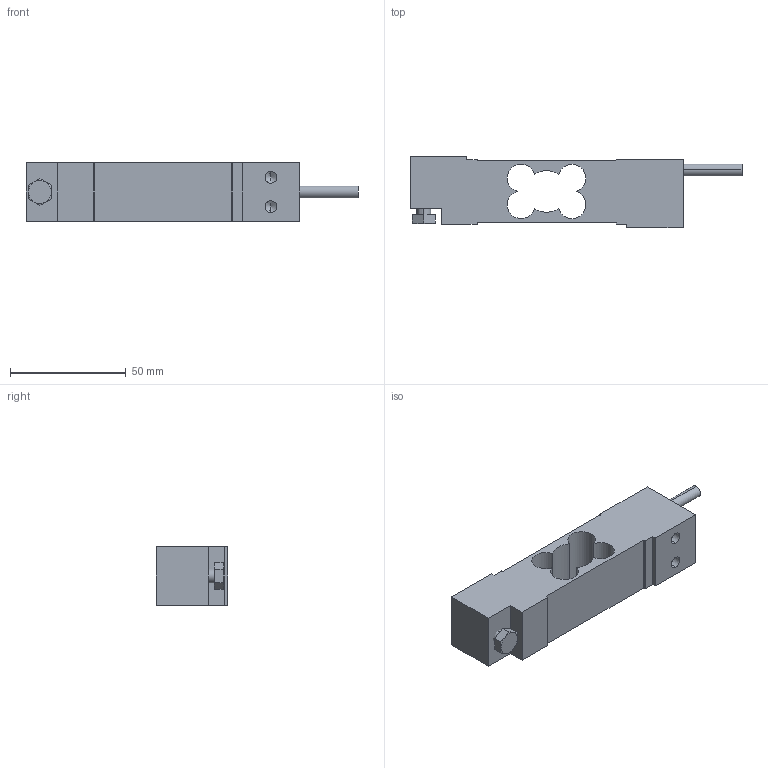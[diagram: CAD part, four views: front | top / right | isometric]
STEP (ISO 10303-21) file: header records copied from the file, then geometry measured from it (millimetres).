
FILE_DESCRIPTION (( 'STEP AP203' ), '1' );
FILE_NAME ('108BATD-(3-100)kg.STEP', '2025-05-13T18:56:58', ( '' ), ( '' ), 'SwSTEP 2.0', 'SolidWorks 2023', '' );
FILE_SCHEMA (( 'CONFIG_CONTROL_DESIGN' ));
Length unit declared in the file: millimetre
Products named in the file (3): 108BATD-(3-100)kg; M6X16
Assembly tree (2 placements, depth 2):
  108BATD-(3-100)kg
    108BATD-(3-100)kg
    M6X16
Bounding box: 143.4 x 31 x 25.4 mm (x, y, z)
Volume: 63965.1 mm3; surface area: 18365.2 mm2
Topology: 2 solids, 2 shells, 73 faces, 184 edges, 113 vertices
Faces by surface type: plane 30, cylinder 26, cone 17
Entity records: 2452 total; most frequent: CARTESIAN_POINT 403, DIRECTION 381, ORIENTED_EDGE 352, EDGE_CURVE 176, AXIS2_PLACEMENT_3D 139, VERTEX_POINT 113, LINE 103, VECTOR 103
